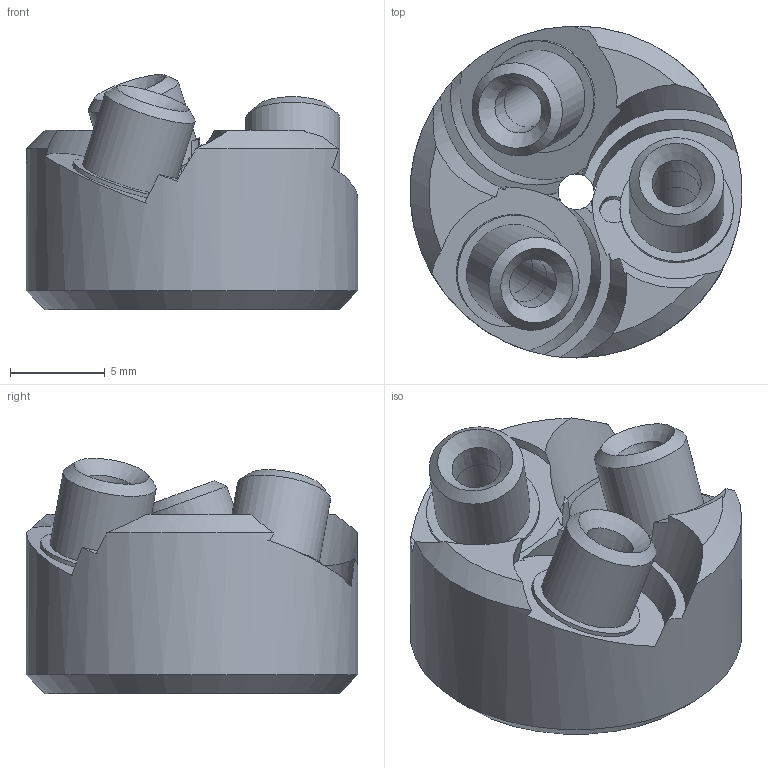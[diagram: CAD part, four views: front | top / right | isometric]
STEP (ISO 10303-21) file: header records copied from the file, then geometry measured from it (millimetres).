
FILE_DESCRIPTION(('FreeCAD Model'),'2;1');
FILE_NAME('Open CASCADE Shape Model','2023-08-15T12:33:37',('Author'),( ''),'Open CASCADE STEP processor 7.5','FreeCAD','Unknown');
FILE_SCHEMA(('AUTOMOTIVE_DESIGN { 1 0 10303 214 1 1 1 1 }'));
Length unit declared in the file: millimetre
Products named in the file (1): CarrierMetric3KnifeB2B
Bounding box: 17.55 x 17.55 x 12.45 mm (x, y, z)
Volume: 1691.6 mm3; surface area: 1533.9 mm2
Topology: 1 solids, 1 shells, 70 faces, 178 edges, 112 vertices
Faces by surface type: cylinder 32, plane 22, cone 16
Full cylindrical faces by diameter (mm): 1.5 x1, 2.5 x5, 4.9 x1, 5 x3, 6 x3, 17.55 x1
Entity records: 5591 total; most frequent: CARTESIAN_POINT 2122, DIRECTION 632, ORIENTED_EDGE 356, PCURVE 356, DEFINITIONAL_REPRESENTATION 356, LINE 184, VECTOR 184, AXIS2_PLACEMENT_3D 183
